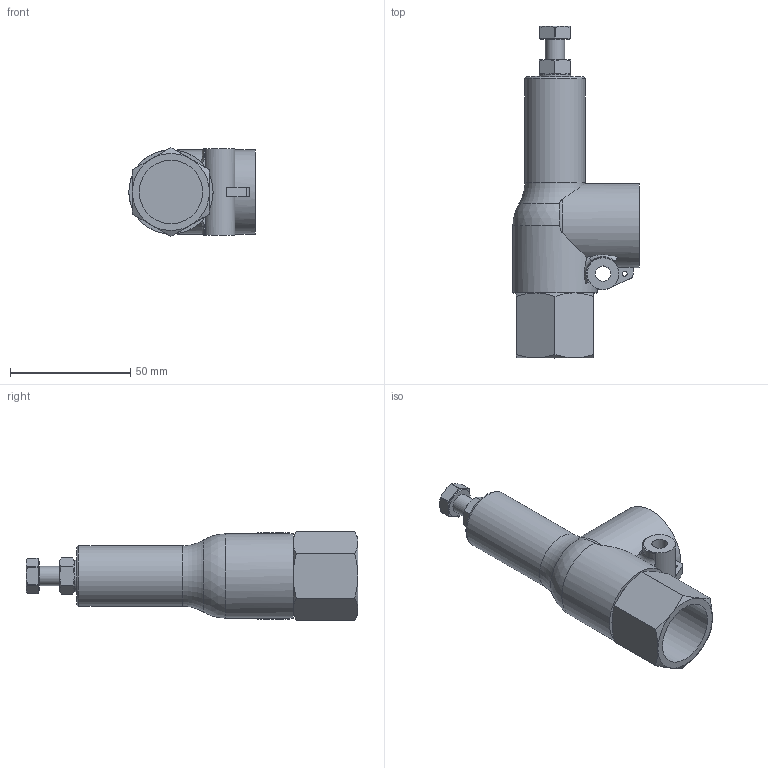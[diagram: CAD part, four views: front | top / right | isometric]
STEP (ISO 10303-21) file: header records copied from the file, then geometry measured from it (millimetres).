
FILE_DESCRIPTION( ( 'STEP AP214' ), '1' );
FILE_NAME( 'HAWE_MV_64.stp', '2019-09-16T12:01:33', ( '' ), ( '' ), ' ', 'PARTsolutions', ' ' );
FILE_SCHEMA( ( 'AUTOMOTIVE_DESIGN { 1 0 10303 214 1 1 1 1 }' ) );
Length unit declared in the file: millimetre
Products named in the file (1): _HAWE MV 64
Bounding box: 52.5 x 138 x 36.95 mm (x, y, z)
Volume: 86465.6 mm3; surface area: 21562.1 mm2
Topology: 1 solids, 1 shells, 104 faces, 265 edges, 170 vertices
Faces by surface type: plane 54, cylinder 22, cone 19, torus 8, sphere 1
Full cylindrical faces by diameter (mm): 2 x1, 6.4 x1, 8 x1, 12.25 x1, 13 x1, 13.2 x1, 25 x1, 26.44 x2, 35 x2
Entity records: 4277 total; most frequent: CARTESIAN_POINT 1059, ORIENTED_EDGE 486, DIRECTION 483, EDGE_CURVE 243, AXIS2_PLACEMENT_3D 203, VERTEX_POINT 163, EDGE_LOOP 130, FACE_OUTER_BOUND 117
